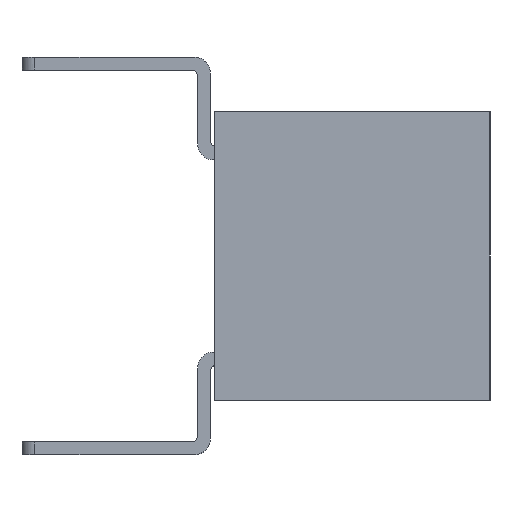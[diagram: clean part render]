
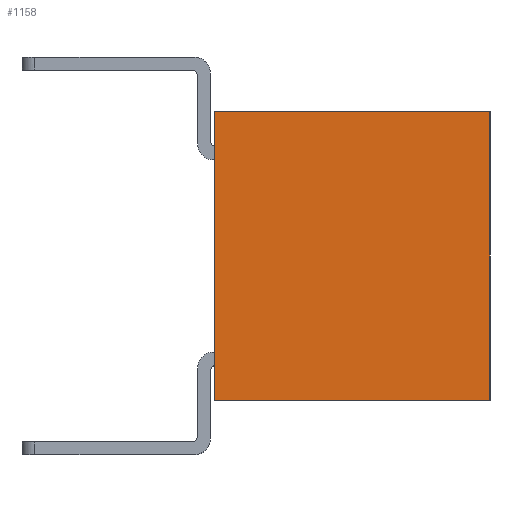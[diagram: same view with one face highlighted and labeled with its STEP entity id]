
A CAD part, left-side view. The second image highlights one B-rep face of the part: STEP entity #1158.
In plain terms, the highlighted planar face has unit normal (-1, 0, 0).
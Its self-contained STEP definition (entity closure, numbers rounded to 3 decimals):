
#1094=CARTESIAN_POINT('',(0.,2.15,-2.25));
#1095=DIRECTION('',(0.,0.,1.));
#1096=DIRECTION('',(-1.,0.,0.));
#1097=AXIS2_PLACEMENT_3D('',#1094,#1096,#1095);
#1098=PLANE('',#1097);
#1099=CARTESIAN_POINT('',(0.,4.,0.));
#1100=VERTEX_POINT('',#1099);
#1101=CARTESIAN_POINT('',(0.,0.,0.));
#1102=VERTEX_POINT('',#1101);
#1103=CARTESIAN_POINT('',(0.,4.,0.));
#1104=CARTESIAN_POINT('',(0.,3.2,0.));
#1105=CARTESIAN_POINT('',(0.,2.4,0.));
#1106=CARTESIAN_POINT('',(0.,1.6,0.));
#1107=CARTESIAN_POINT('',(0.,0.8,0.));
#1108=CARTESIAN_POINT('',(0.,0.,0.));
#1109=B_SPLINE_CURVE_WITH_KNOTS('',5,(#1103,#1104,#1105,#1106,#1107,#1108),.UNSPECIFIED.,.F.,.U.,(6,6),(0.,4.),.UNSPECIFIED.);
#1110=EDGE_CURVE('',#1100,#1102,#1109,.T.);
#1111=ORIENTED_EDGE('',*,*,#1110,.F.);
#1112=CARTESIAN_POINT('',(0.,4.3,0.));
#1113=VERTEX_POINT('',#1112);
#1114=CARTESIAN_POINT('',(0.,4.3,0.));
#1115=DIRECTION('',(0.,-1.,0.));
#1116=VECTOR('',#1115,0.3);
#1117=LINE('',#1114,#1116);
#1118=EDGE_CURVE('',#1113,#1100,#1117,.T.);
#1119=ORIENTED_EDGE('',*,*,#1118,.F.);
#1120=CARTESIAN_POINT('',(0.,4.3,-4.5));
#1121=VERTEX_POINT('',#1120);
#1122=CARTESIAN_POINT('',(0.,4.3,-4.5));
#1123=DIRECTION('',(0.,0.,1.));
#1124=VECTOR('',#1123,4.5);
#1125=LINE('',#1122,#1124);
#1126=EDGE_CURVE('',#1121,#1113,#1125,.T.);
#1127=ORIENTED_EDGE('',*,*,#1126,.F.);
#1128=CARTESIAN_POINT('',(0.,4.,-4.5));
#1129=VERTEX_POINT('',#1128);
#1130=CARTESIAN_POINT('',(0.,4.3,-4.5));
#1131=DIRECTION('',(0.,-1.,0.));
#1132=VECTOR('',#1131,0.3);
#1133=LINE('',#1130,#1132);
#1134=EDGE_CURVE('',#1121,#1129,#1133,.T.);
#1135=ORIENTED_EDGE('',*,*,#1134,.T.);
#1136=CARTESIAN_POINT('',(0.,0.,-4.5));
#1137=VERTEX_POINT('',#1136);
#1138=CARTESIAN_POINT('',(0.,0.,-4.5));
#1139=CARTESIAN_POINT('',(0.,0.8,-4.5));
#1140=CARTESIAN_POINT('',(0.,1.6,-4.5));
#1141=CARTESIAN_POINT('',(0.,2.4,-4.5));
#1142=CARTESIAN_POINT('',(0.,3.2,-4.5));
#1143=CARTESIAN_POINT('',(0.,4.,-4.5));
#1144=B_SPLINE_CURVE_WITH_KNOTS('',5,(#1138,#1139,#1140,#1141,#1142,#1143),.UNSPECIFIED.,.F.,.U.,(6,6),(0.,4.),.UNSPECIFIED.);
#1145=EDGE_CURVE('',#1137,#1129,#1144,.T.);
#1146=ORIENTED_EDGE('',*,*,#1145,.F.);
#1147=CARTESIAN_POINT('',(0.,0.,0.));
#1148=CARTESIAN_POINT('',(0.,0.,-0.9));
#1149=CARTESIAN_POINT('',(0.,0.,-1.8));
#1150=CARTESIAN_POINT('',(0.,0.,-2.7));
#1151=CARTESIAN_POINT('',(0.,0.,-3.6));
#1152=CARTESIAN_POINT('',(0.,0.,-4.5));
#1153=B_SPLINE_CURVE_WITH_KNOTS('',5,(#1147,#1148,#1149,#1150,#1151,#1152),.UNSPECIFIED.,.F.,.U.,(6,6),(0.,4.5),.UNSPECIFIED.);
#1154=EDGE_CURVE('',#1102,#1137,#1153,.T.);
#1155=ORIENTED_EDGE('',*,*,#1154,.F.);
#1156=EDGE_LOOP('',(#1111,#1119,#1127,#1135,#1146,#1155));
#1157=FACE_OUTER_BOUND('',#1156,.T.);
#1158=ADVANCED_FACE('',(#1157),#1098,.T.);
